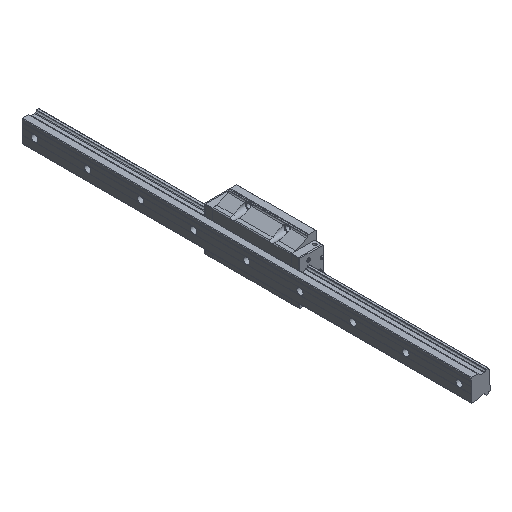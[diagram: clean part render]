
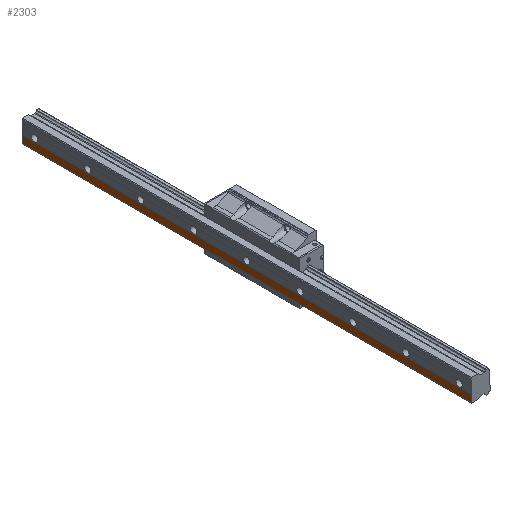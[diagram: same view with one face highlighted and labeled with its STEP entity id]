
A CAD part, isometric view. The second image highlights one B-rep face of the part: STEP entity #2303.
In plain terms, the highlighted planar face has unit normal (-1, 0, 0).
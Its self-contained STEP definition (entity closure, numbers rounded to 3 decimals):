
#559 = ORIENTED_EDGE ( 'NONE', *, *, #5245, .F. ) ;
#767 = CARTESIAN_POINT ( 'NONE',  ( -26.5, 1270., 21.8 ) ) ;
#1005 = EDGE_CURVE ( 'NONE', #4635, #4247, #8329, .T. ) ;
#1197 = CARTESIAN_POINT ( 'NONE',  ( -26.5, 1270., -9.5 ) ) ;
#2131 = LINE ( 'NONE', #767, #7041 ) ;
#2191 = DIRECTION ( 'NONE',  ( 0., 0., 1. ) ) ;
#2303 = ADVANCED_FACE ( 'NONE', ( #6797 ), #6281, .T. ) ;
#3239 = VECTOR ( 'NONE', #9655, 1000. ) ;
#3523 = VERTEX_POINT ( 'NONE', #9754 ) ;
#3542 = DIRECTION ( 'NONE',  ( -1., 0., 0. ) ) ;
#4247 = VERTEX_POINT ( 'NONE', #5776 ) ;
#4635 = VERTEX_POINT ( 'NONE', #10463 ) ;
#4916 = CARTESIAN_POINT ( 'NONE',  ( -26.5, 1270., -9.5 ) ) ;
#5245 = EDGE_CURVE ( 'NONE', #4635, #6328, #2131, .T. ) ;
#5616 = DIRECTION ( 'NONE',  ( 0., -1., 0. ) ) ;
#5776 = CARTESIAN_POINT ( 'NONE',  ( -26.5, 0., -29.5 ) ) ;
#6260 = EDGE_CURVE ( 'NONE', #3523, #6328, #12373, .T. ) ;
#6281 = PLANE ( 'NONE',  #8184 ) ;
#6328 = VERTEX_POINT ( 'NONE', #1197 ) ;
#6661 = VECTOR ( 'NONE', #5616, 1000. ) ;
#6797 = FACE_OUTER_BOUND ( 'NONE', #12756, .T. ) ;
#6967 = CARTESIAN_POINT ( 'NONE',  ( -26.5, 1270., -29.5 ) ) ;
#7041 = VECTOR ( 'NONE', #12669, 1000. ) ;
#7088 = VECTOR ( 'NONE', #7283, 1000. ) ;
#7283 = DIRECTION ( 'NONE',  ( 0., 0., 1. ) ) ;
#7624 = ORIENTED_EDGE ( 'NONE', *, *, #1005, .T. ) ;
#8184 = AXIS2_PLACEMENT_3D ( 'NONE', #4916, #3542, #2191 ) ;
#8329 = LINE ( 'NONE', #6967, #6661 ) ;
#8625 = CARTESIAN_POINT ( 'NONE',  ( -26.5, 0., 21.8 ) ) ;
#9655 = DIRECTION ( 'NONE',  ( 0., 1., 0. ) ) ;
#9754 = CARTESIAN_POINT ( 'NONE',  ( -26.5, 0., -9.5 ) ) ;
#9876 = ORIENTED_EDGE ( 'NONE', *, *, #10644, .T. ) ;
#9971 = LINE ( 'NONE', #8625, #7088 ) ;
#10463 = CARTESIAN_POINT ( 'NONE',  ( -26.5, 1270., -29.5 ) ) ;
#10644 = EDGE_CURVE ( 'NONE', #4247, #3523, #9971, .T. ) ;
#11009 = CARTESIAN_POINT ( 'NONE',  ( -26.5, 1270., -9.5 ) ) ;
#11080 = ORIENTED_EDGE ( 'NONE', *, *, #6260, .T. ) ;
#12373 = LINE ( 'NONE', #11009, #3239 ) ;
#12669 = DIRECTION ( 'NONE',  ( 0., 0., 1. ) ) ;
#12756 = EDGE_LOOP ( 'NONE', ( #559, #7624, #9876, #11080 ) ) ;
